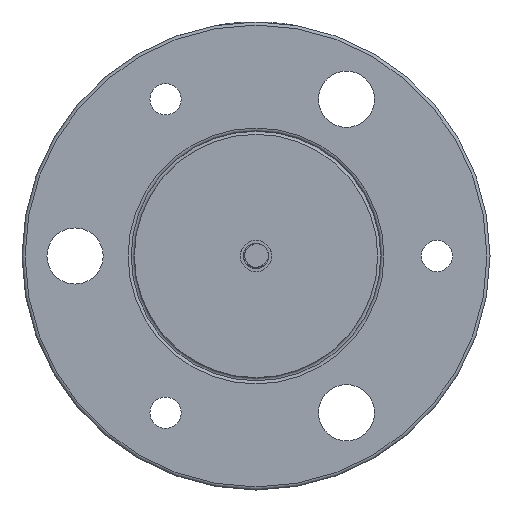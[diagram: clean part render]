
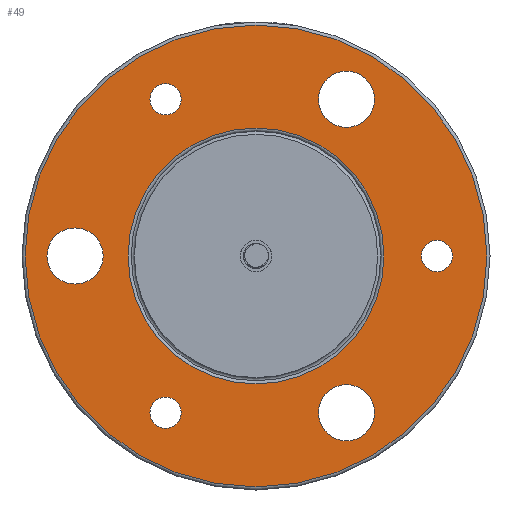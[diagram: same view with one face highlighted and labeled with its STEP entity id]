
A CAD part, left-side view. The second image highlights one B-rep face of the part: STEP entity #49.
In plain terms, the highlighted planar face has unit normal (-1, 0, 0).
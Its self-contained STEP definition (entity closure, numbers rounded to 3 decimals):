
#49 = ADVANCED_FACE ( 'NONE', ( #6006, #5201, #4394, #10050, #5090, #3472, #3576, #6103 ), #2028, .F. ) ;
#133 = EDGE_LOOP ( 'NONE', ( #1662 ) ) ;
#305 = CARTESIAN_POINT ( 'NONE',  ( 0., 0., -20. ) ) ;
#655 = DIRECTION ( 'NONE',  ( 1., 0., 0. ) ) ;
#733 = AXIS2_PLACEMENT_3D ( 'NONE', #9743, #7247, #10544 ) ;
#912 = AXIS2_PLACEMENT_3D ( 'NONE', #5198, #4492, #5251 ) ;
#1047 = CARTESIAN_POINT ( 'NONE',  ( 0., 0., -37. ) ) ;
#1139 = CIRCLE ( 'NONE', #7322, 2.5 ) ;
#1245 = EDGE_CURVE ( 'NONE', #9775, #9775, #10019, .T. ) ;
#1304 = CARTESIAN_POINT ( 'NONE',  ( 0., 14.5, -25.115 ) ) ;
#1386 = EDGE_LOOP ( 'NONE', ( #8030 ) ) ;
#1429 = EDGE_CURVE ( 'NONE', #7226, #7226, #7953, .T. ) ;
#1546 = VERTEX_POINT ( 'NONE', #5027 ) ;
#1662 = ORIENTED_EDGE ( 'NONE', *, *, #1245, .T. ) ;
#1732 = EDGE_LOOP ( 'NONE', ( #6685 ) ) ;
#1842 = CIRCLE ( 'NONE', #2192, 4.5 ) ;
#2007 = DIRECTION ( 'NONE',  ( 0., 0., -1. ) ) ;
#2028 = PLANE ( 'NONE',  #3502 ) ;
#2192 = AXIS2_PLACEMENT_3D ( 'NONE', #9204, #2809, #3660 ) ;
#2251 = ORIENTED_EDGE ( 'NONE', *, *, #5064, .T. ) ;
#2282 = DIRECTION ( 'NONE',  ( 1., 0., 0. ) ) ;
#2293 = EDGE_CURVE ( 'NONE', #8252, #8252, #3650, .T. ) ;
#2309 = CARTESIAN_POINT ( 'NONE',  ( 0., 29., -4.5 ) ) ;
#2371 = AXIS2_PLACEMENT_3D ( 'NONE', #2654, #10166, #2007 ) ;
#2654 = CARTESIAN_POINT ( 'NONE',  ( 0., -14.5, -25.115 ) ) ;
#2665 = CARTESIAN_POINT ( 'NONE',  ( 0., 14.5, 25.115 ) ) ;
#2809 = DIRECTION ( 'NONE',  ( 1., 0., 0. ) ) ;
#3134 = CIRCLE ( 'NONE', #9674, 37. ) ;
#3472 = FACE_BOUND ( 'NONE', #1386, .T. ) ;
#3502 = AXIS2_PLACEMENT_3D ( 'NONE', #305, #4228, #9993 ) ;
#3576 = FACE_BOUND ( 'NONE', #9877, .T. ) ;
#3650 = CIRCLE ( 'NONE', #912, 20.5 ) ;
#3660 = DIRECTION ( 'NONE',  ( 0., 0., -1. ) ) ;
#3863 = EDGE_CURVE ( 'NONE', #5792, #5792, #1842, .T. ) ;
#4014 = CARTESIAN_POINT ( 'NONE',  ( 0., 0., -20.5 ) ) ;
#4019 = CARTESIAN_POINT ( 'NONE',  ( 0., 0., 0. ) ) ;
#4066 = EDGE_CURVE ( 'NONE', #1546, #1546, #1139, .T. ) ;
#4067 = EDGE_CURVE ( 'NONE', #9111, #9111, #10420, .T. ) ;
#4228 = DIRECTION ( 'NONE',  ( 1., 0., 0. ) ) ;
#4277 = CARTESIAN_POINT ( 'NONE',  ( 0., -14.5, 20.615 ) ) ;
#4320 = EDGE_CURVE ( 'NONE', #9213, #9213, #5614, .T. ) ;
#4394 = FACE_BOUND ( 'NONE', #6296, .T. ) ;
#4492 = DIRECTION ( 'NONE',  ( 1., 0., 0. ) ) ;
#4648 = CARTESIAN_POINT ( 'NONE',  ( 0., -14.5, 25.115 ) ) ;
#5027 = CARTESIAN_POINT ( 'NONE',  ( 0., 14.5, -27.615 ) ) ;
#5064 = EDGE_CURVE ( 'NONE', #5892, #5892, #3134, .T. ) ;
#5090 = FACE_BOUND ( 'NONE', #133, .T. ) ;
#5198 = CARTESIAN_POINT ( 'NONE',  ( 0., 0., 0. ) ) ;
#5201 = FACE_OUTER_BOUND ( 'NONE', #8667, .T. ) ;
#5251 = DIRECTION ( 'NONE',  ( 0., 0., -1. ) ) ;
#5581 = EDGE_LOOP ( 'NONE', ( #6479 ) ) ;
#5614 = CIRCLE ( 'NONE', #2371, 4.5 ) ;
#5791 = AXIS2_PLACEMENT_3D ( 'NONE', #4648, #2282, #10441 ) ;
#5792 = VERTEX_POINT ( 'NONE', #2309 ) ;
#5892 = VERTEX_POINT ( 'NONE', #1047 ) ;
#6006 = FACE_BOUND ( 'NONE', #9000, .T. ) ;
#6103 = FACE_BOUND ( 'NONE', #5581, .T. ) ;
#6296 = EDGE_LOOP ( 'NONE', ( #6373 ) ) ;
#6364 = CARTESIAN_POINT ( 'NONE',  ( 0., 14.5, 22.615 ) ) ;
#6373 = ORIENTED_EDGE ( 'NONE', *, *, #4066, .T. ) ;
#6479 = ORIENTED_EDGE ( 'NONE', *, *, #3863, .T. ) ;
#6524 = DIRECTION ( 'NONE',  ( 0., 0., -1. ) ) ;
#6618 = CARTESIAN_POINT ( 'NONE',  ( 0., -14.5, -29.615 ) ) ;
#6685 = ORIENTED_EDGE ( 'NONE', *, *, #1429, .T. ) ;
#6909 = AXIS2_PLACEMENT_3D ( 'NONE', #2665, #9923, #7385 ) ;
#7148 = DIRECTION ( 'NONE',  ( 0., 0., -1. ) ) ;
#7226 = VERTEX_POINT ( 'NONE', #6364 ) ;
#7247 = DIRECTION ( 'NONE',  ( 1., 0., 0. ) ) ;
#7322 = AXIS2_PLACEMENT_3D ( 'NONE', #1304, #655, #7148 ) ;
#7385 = DIRECTION ( 'NONE',  ( 0., 0., -1. ) ) ;
#7953 = CIRCLE ( 'NONE', #6909, 2.5 ) ;
#8030 = ORIENTED_EDGE ( 'NONE', *, *, #4067, .T. ) ;
#8092 = ORIENTED_EDGE ( 'NONE', *, *, #4320, .T. ) ;
#8252 = VERTEX_POINT ( 'NONE', #4014 ) ;
#8667 = EDGE_LOOP ( 'NONE', ( #2251 ) ) ;
#9000 = EDGE_LOOP ( 'NONE', ( #10184 ) ) ;
#9111 = VERTEX_POINT ( 'NONE', #4277 ) ;
#9204 = CARTESIAN_POINT ( 'NONE',  ( 0., 29., 0. ) ) ;
#9213 = VERTEX_POINT ( 'NONE', #6618 ) ;
#9674 = AXIS2_PLACEMENT_3D ( 'NONE', #4019, #9834, #6524 ) ;
#9743 = CARTESIAN_POINT ( 'NONE',  ( 0., -29., 0. ) ) ;
#9775 = VERTEX_POINT ( 'NONE', #10629 ) ;
#9834 = DIRECTION ( 'NONE',  ( -1., 0., 0. ) ) ;
#9877 = EDGE_LOOP ( 'NONE', ( #8092 ) ) ;
#9923 = DIRECTION ( 'NONE',  ( 1., 0., 0. ) ) ;
#9993 = DIRECTION ( 'NONE',  ( 0., 0., -1. ) ) ;
#10019 = CIRCLE ( 'NONE', #733, 2.5 ) ;
#10050 = FACE_BOUND ( 'NONE', #1732, .T. ) ;
#10166 = DIRECTION ( 'NONE',  ( 1., 0., 0. ) ) ;
#10184 = ORIENTED_EDGE ( 'NONE', *, *, #2293, .T. ) ;
#10420 = CIRCLE ( 'NONE', #5791, 4.5 ) ;
#10441 = DIRECTION ( 'NONE',  ( 0., 0., -1. ) ) ;
#10544 = DIRECTION ( 'NONE',  ( 0., 0., -1. ) ) ;
#10629 = CARTESIAN_POINT ( 'NONE',  ( 0., -29., -2.5 ) ) ;
